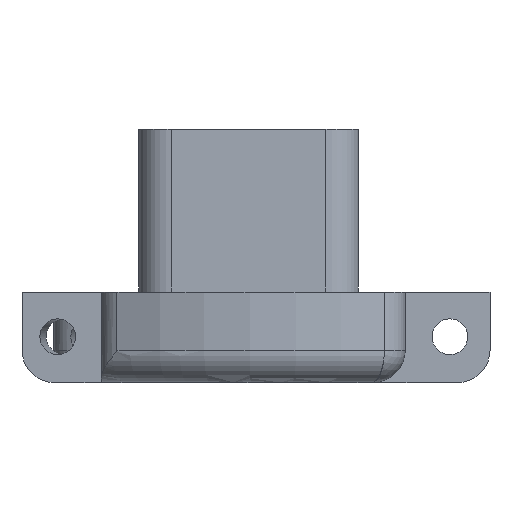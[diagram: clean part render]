
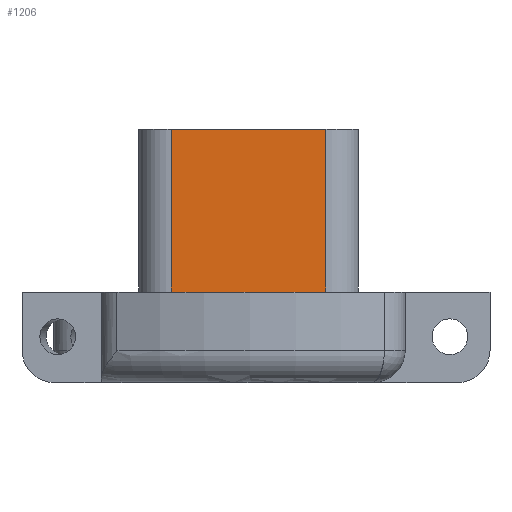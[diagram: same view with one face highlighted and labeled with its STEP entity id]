
A CAD part, front view. The second image highlights one B-rep face of the part: STEP entity #1206.
In plain terms, the highlighted planar face has unit normal (0, -1, 0).
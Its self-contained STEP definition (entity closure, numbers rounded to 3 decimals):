
#67=PLANE('',#1298);
#100=FACE_OUTER_BOUND('',#165,.T.);
#165=EDGE_LOOP('',(#841,#842,#843,#844));
#237=LINE('',#1791,#349);
#247=LINE('',#1815,#359);
#248=LINE('',#1819,#360);
#249=LINE('',#1820,#361);
#349=VECTOR('',#1431,10.);
#359=VECTOR('',#1451,10.);
#360=VECTOR('',#1456,10.);
#361=VECTOR('',#1457,10.);
#513=VERTEX_POINT('',#1788);
#514=VERTEX_POINT('',#1790);
#523=VERTEX_POINT('',#1814);
#524=VERTEX_POINT('',#1818);
#634=EDGE_CURVE('',#513,#514,#237,.T.);
#646=EDGE_CURVE('',#514,#523,#247,.T.);
#648=EDGE_CURVE('',#524,#513,#248,.T.);
#649=EDGE_CURVE('',#523,#524,#249,.T.);
#841=ORIENTED_EDGE('',*,*,#646,.F.);
#842=ORIENTED_EDGE('',*,*,#634,.F.);
#843=ORIENTED_EDGE('',*,*,#648,.F.);
#844=ORIENTED_EDGE('',*,*,#649,.F.);
#1206=ADVANCED_FACE('',(#100),#67,.T.);
#1298=AXIS2_PLACEMENT_3D('',#1817,#1454,#1455);
#1431=DIRECTION('',(1.,0.,0.));
#1451=DIRECTION('',(0.,0.,-1.));
#1454=DIRECTION('center_axis',(0.,-1.,0.));
#1455=DIRECTION('ref_axis',(1.,0.,0.));
#1456=DIRECTION('',(0.,0.,1.));
#1457=DIRECTION('',(-1.,0.,0.));
#1788=CARTESIAN_POINT('',(-5.943,-14.298,13.12));
#1790=CARTESIAN_POINT('',(3.557,-14.298,13.12));
#1791=CARTESIAN_POINT('',(-7.943,-14.298,13.12));
#1814=CARTESIAN_POINT('',(3.557,-14.298,3.12));
#1815=CARTESIAN_POINT('',(3.557,-14.298,3.12));
#1817=CARTESIAN_POINT('Origin',(-7.943,-14.298,3.12));
#1818=CARTESIAN_POINT('',(-5.943,-14.298,3.12));
#1819=CARTESIAN_POINT('',(-5.943,-14.298,3.12));
#1820=CARTESIAN_POINT('',(-4.344,-14.298,3.12));
